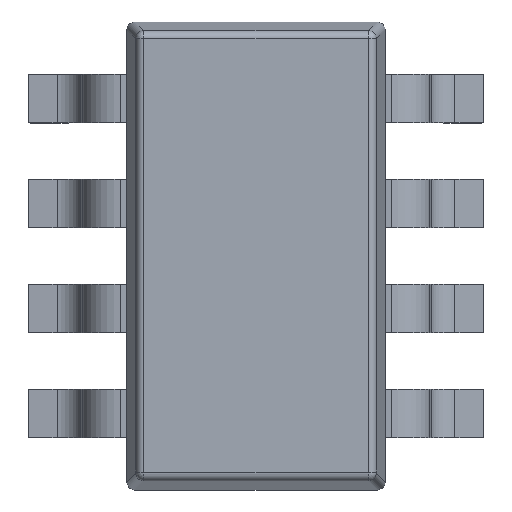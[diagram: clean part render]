
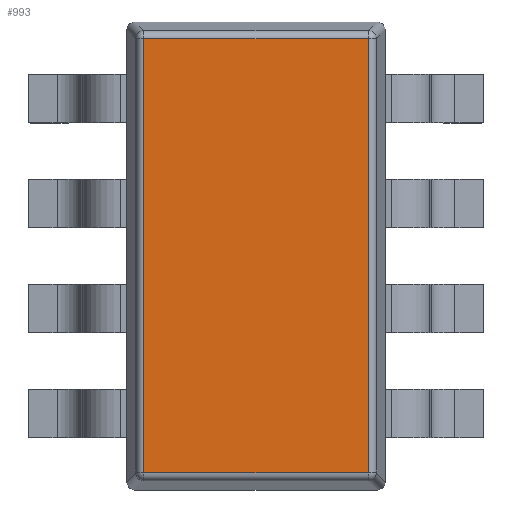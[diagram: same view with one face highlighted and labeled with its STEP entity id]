
A CAD part, top view. The second image highlights one B-rep face of the part: STEP entity #993.
In plain terms, the highlighted face is planar.
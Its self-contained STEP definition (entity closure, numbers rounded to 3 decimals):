
#29=DIRECTION('',(0.,0.,1.));
#30=VECTOR('',#29,1.391);
#31=CARTESIAN_POINT('',(-1.345,0.355,-0.695));
#32=LINE('',#31,#30);
#37=DIRECTION('',(-1.,0.,0.));
#38=VECTOR('',#37,2.691);
#39=CARTESIAN_POINT('',(1.345,0.355,-0.695));
#40=LINE('',#39,#38);
#44=DIRECTION('',(0.,0.,-1.));
#45=VECTOR('',#44,1.391);
#46=CARTESIAN_POINT('',(1.345,0.355,0.695));
#47=LINE('',#46,#45);
#51=DIRECTION('',(1.,0.,0.));
#52=VECTOR('',#51,2.691);
#53=CARTESIAN_POINT('',(-1.345,0.355,0.695));
#54=LINE('',#53,#52);
#936=CARTESIAN_POINT('',(-1.345,0.355,-0.695));
#937=CARTESIAN_POINT('',(-1.345,0.355,0.695));
#938=VERTEX_POINT('',#936);
#939=VERTEX_POINT('',#937);
#942=CARTESIAN_POINT('',(1.345,0.355,0.695));
#943=VERTEX_POINT('',#942);
#948=CARTESIAN_POINT('',(1.345,0.355,-0.695));
#949=VERTEX_POINT('',#948);
#978=CARTESIAN_POINT('',(0.,0.355,0.));
#979=DIRECTION('',(0.,1.,0.));
#980=DIRECTION('',(1.,0.,0.));
#981=AXIS2_PLACEMENT_3D('',#978,#979,#980);
#982=PLANE('',#981);
#984=ORIENTED_EDGE('',*,*,#983,.F.);
#986=ORIENTED_EDGE('',*,*,#985,.F.);
#988=ORIENTED_EDGE('',*,*,#987,.F.);
#990=ORIENTED_EDGE('',*,*,#989,.F.);
#991=EDGE_LOOP('',(#984,#986,#988,#990));
#992=FACE_OUTER_BOUND('',#991,.F.);
#983=EDGE_CURVE('',#938,#939,#32,.T.);
#985=EDGE_CURVE('',#949,#938,#40,.T.);
#987=EDGE_CURVE('',#943,#949,#47,.T.);
#989=EDGE_CURVE('',#939,#943,#54,.T.);
#993=ADVANCED_FACE('',(#992),#982,.T.);
